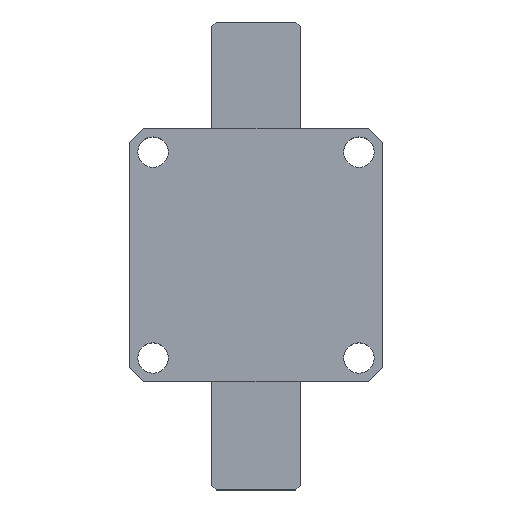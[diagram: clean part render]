
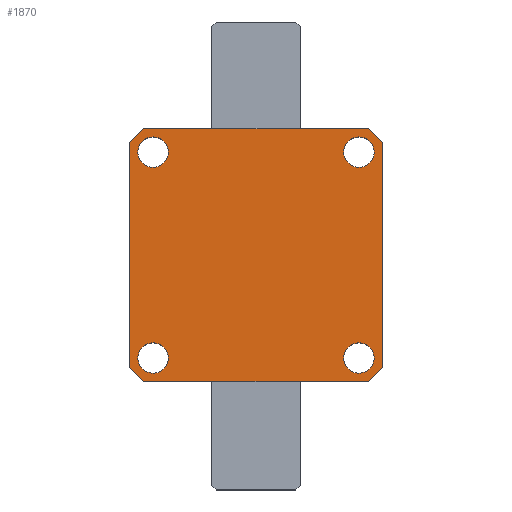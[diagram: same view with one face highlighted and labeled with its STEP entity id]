
A CAD part, top view. The second image highlights one B-rep face of the part: STEP entity #1870.
In plain terms, the highlighted face is planar.
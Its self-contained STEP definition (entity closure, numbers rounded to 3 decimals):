
#6 = CARTESIAN_POINT ( 'NONE',  ( -18.75, 22., 0. ) ) ;
#8 = CARTESIAN_POINT ( 'NONE',  ( -25.25, -22., 0. ) ) ;
#9 = CARTESIAN_POINT ( 'NONE',  ( 24., 27., 0. ) ) ;
#11 = CARTESIAN_POINT ( 'NONE',  ( 18.75, -22., 0. ) ) ;
#12 = CARTESIAN_POINT ( 'NONE',  ( -27., 24., 0. ) ) ;
#26 = CARTESIAN_POINT ( 'NONE',  ( 18.75, 22., 0. ) ) ;
#28 = CARTESIAN_POINT ( 'NONE',  ( 25.25, 22., 0. ) ) ;
#47 = CARTESIAN_POINT ( 'NONE',  ( 25.25, -22., 0. ) ) ;
#53 = CARTESIAN_POINT ( 'NONE',  ( -25.25, 22., 0. ) ) ;
#267 = EDGE_CURVE ( 'NONE', #6521, #6569, #3720, .T. ) ;
#285 = EDGE_CURVE ( 'NONE', #1307, #6523, #3502, .T. ) ;
#386 = EDGE_CURVE ( 'NONE', #6490, #6487, #3601, .T. ) ;
#472 = EDGE_CURVE ( 'NONE', #6563, #6526, #6097, .T. ) ;
#484 = EDGE_CURVE ( 'NONE', #6543, #6541, #6107, .T. ) ;
#699 = EDGE_LOOP ( 'NONE', ( #5336, #5335 ) ) ;
#700 = EDGE_LOOP ( 'NONE', ( #5325, #5326 ) ) ;
#747 = EDGE_LOOP ( 'NONE', ( #5322, #5323 ) ) ;
#754 = EDGE_LOOP ( 'NONE', ( #5328, #5327, #5330, #5329, #5332, #5331, #5334, #5333 ) ) ;
#842 = EDGE_LOOP ( 'NONE', ( #5343, #5324 ) ) ;
#1137 = DIRECTION ( 'NONE',  ( -1., 0., 0. ) ) ;
#1138 = CARTESIAN_POINT ( 'NONE',  ( -27., 27., 0. ) ) ;
#1139 = DIRECTION ( 'NONE',  ( 0., 0., -1. ) ) ;
#1144 = DIRECTION ( 'NONE',  ( 0.707, 0.707, 0. ) ) ;
#1172 = DIRECTION ( 'NONE',  ( -1., 0., 0. ) ) ;
#1178 = CARTESIAN_POINT ( 'NONE',  ( 24., 27., 0. ) ) ;
#1179 = CARTESIAN_POINT ( 'NONE',  ( 27., 27., 0. ) ) ;
#1182 = DIRECTION ( 'NONE',  ( 0.707, -0.707, 0. ) ) ;
#1183 = DIRECTION ( 'NONE',  ( 0., 1., 0. ) ) ;
#1187 = DIRECTION ( 'NONE',  ( -0.707, -0.707, 0. ) ) ;
#1188 = CARTESIAN_POINT ( 'NONE',  ( -27., 27., 0. ) ) ;
#1198 = CARTESIAN_POINT ( 'NONE',  ( -22., -22., 0. ) ) ;
#1199 = DIRECTION ( 'NONE',  ( 0., 0., -1. ) ) ;
#1202 = CARTESIAN_POINT ( 'NONE',  ( -22., 22., 0. ) ) ;
#1203 = DIRECTION ( 'NONE',  ( -1., 0., 0. ) ) ;
#1204 = DIRECTION ( 'NONE',  ( 0., 0., -1. ) ) ;
#1206 = DIRECTION ( 'NONE',  ( -0.707, 0.707, 0. ) ) ;
#1207 = CARTESIAN_POINT ( 'NONE',  ( -24., -27., 0. ) ) ;
#1210 = DIRECTION ( 'NONE',  ( 0., 0., -1. ) ) ;
#1211 = DIRECTION ( 'NONE',  ( -1., 0., 0. ) ) ;
#1212 = CARTESIAN_POINT ( 'NONE',  ( 22., -22., 0. ) ) ;
#1213 = DIRECTION ( 'NONE',  ( 0., -1., 0. ) ) ;
#1214 = DIRECTION ( 'NONE',  ( -1., 0., 0. ) ) ;
#1225 = CARTESIAN_POINT ( 'NONE',  ( -27., 24., 0. ) ) ;
#1229 = CARTESIAN_POINT ( 'NONE',  ( 27., -24., 0. ) ) ;
#1230 = CARTESIAN_POINT ( 'NONE',  ( 22., 22., 0. ) ) ;
#1307 = VERTEX_POINT ( 'NONE', #4531 ) ;
#1419 = EDGE_CURVE ( 'NONE', #6541, #6543, #5430, .T. ) ;
#1420 = EDGE_CURVE ( 'NONE', #6527, #6474, #5432, .T. ) ;
#1421 = EDGE_CURVE ( 'NONE', #6524, #6474, #5435, .T. ) ;
#1422 = EDGE_CURVE ( 'NONE', #6524, #6482, #5434, .T. ) ;
#1423 = EDGE_CURVE ( 'NONE', #6502, #6482, #5437, .T. ) ;
#1424 = EDGE_CURVE ( 'NONE', #6502, #6487, #5431, .T. ) ;
#1425 = EDGE_CURVE ( 'NONE', #6527, #6492, #5441, .T. ) ;
#1426 = EDGE_CURVE ( 'NONE', #6526, #6563, #5443, .T. ) ;
#1428 = EDGE_CURVE ( 'NONE', #6569, #6521, #5446, .T. ) ;
#1429 = EDGE_CURVE ( 'NONE', #6523, #1307, #5447, .T. ) ;
#1430 = EDGE_CURVE ( 'NONE', #6490, #6492, #5448, .T. ) ;
#1870 = ADVANCED_FACE ( 'NONE', ( #5601, #5604, #5602, #5603, #5600 ), #4671, .F. ) ;
#2616 = CARTESIAN_POINT ( 'NONE',  ( -22., 22., 0. ) ) ;
#2618 = DIRECTION ( 'NONE',  ( -1., 0., 0. ) ) ;
#2620 = DIRECTION ( 'NONE',  ( 0., 0., -1. ) ) ;
#2655 = DIRECTION ( 'NONE',  ( -1., 0., 0. ) ) ;
#2656 = DIRECTION ( 'NONE',  ( 0., 0., -1. ) ) ;
#2657 = CARTESIAN_POINT ( 'NONE',  ( -22., -22., 0. ) ) ;
#2769 = AXIS2_PLACEMENT_3D ( 'NONE', #2616, #2620, #2618 ) ;
#2779 = AXIS2_PLACEMENT_3D ( 'NONE', #2657, #2656, #2655 ) ;
#3211 = AXIS2_PLACEMENT_3D ( 'NONE', #4668, #4664, #4673 ) ;
#3502 = CIRCLE ( 'NONE', #2779, 3.25 ) ;
#3601 = LINE ( 'NONE', #6362, #3606 ) ;
#3606 = VECTOR ( 'NONE', #6366, 1000. ) ;
#3720 = CIRCLE ( 'NONE', #2769, 3.25 ) ;
#4069 = CARTESIAN_POINT ( 'NONE',  ( -24., 27., 0. ) ) ;
#4077 = CARTESIAN_POINT ( 'NONE',  ( 27., 24., 0. ) ) ;
#4082 = CARTESIAN_POINT ( 'NONE',  ( 24., -27., 0. ) ) ;
#4085 = CARTESIAN_POINT ( 'NONE',  ( -24., -27., 0. ) ) ;
#4087 = CARTESIAN_POINT ( 'NONE',  ( -27., -24., 0. ) ) ;
#4097 = CARTESIAN_POINT ( 'NONE',  ( 27., -24., 0. ) ) ;
#4531 = CARTESIAN_POINT ( 'NONE',  ( -18.75, -22., 0. ) ) ;
#4664 = DIRECTION ( 'NONE',  ( 0., 0., 1. ) ) ;
#4668 = CARTESIAN_POINT ( 'NONE',  ( 0., 0., 0. ) ) ;
#4671 = PLANE ( 'NONE',  #3211 ) ;
#4673 = DIRECTION ( 'NONE',  ( 1., 0., 0. ) ) ;
#4922 = CARTESIAN_POINT ( 'NONE',  ( 22., 22., 0. ) ) ;
#4964 = DIRECTION ( 'NONE',  ( -1., 0., 0. ) ) ;
#4969 = DIRECTION ( 'NONE',  ( 0., 0., -1. ) ) ;
#4973 = CARTESIAN_POINT ( 'NONE',  ( 22., -22., 0. ) ) ;
#5089 = DIRECTION ( 'NONE',  ( 0., 0., -1. ) ) ;
#5090 = DIRECTION ( 'NONE',  ( -1., 0., 0. ) ) ;
#5322 = ORIENTED_EDGE ( 'NONE', *, *, #1419, .F. ) ;
#5323 = ORIENTED_EDGE ( 'NONE', *, *, #484, .F. ) ;
#5324 = ORIENTED_EDGE ( 'NONE', *, *, #267, .F. ) ;
#5325 = ORIENTED_EDGE ( 'NONE', *, *, #1429, .F. ) ;
#5326 = ORIENTED_EDGE ( 'NONE', *, *, #285, .F. ) ;
#5327 = ORIENTED_EDGE ( 'NONE', *, *, #1430, .T. ) ;
#5328 = ORIENTED_EDGE ( 'NONE', *, *, #386, .F. ) ;
#5329 = ORIENTED_EDGE ( 'NONE', *, *, #1420, .T. ) ;
#5330 = ORIENTED_EDGE ( 'NONE', *, *, #1425, .F. ) ;
#5331 = ORIENTED_EDGE ( 'NONE', *, *, #1422, .T. ) ;
#5332 = ORIENTED_EDGE ( 'NONE', *, *, #1421, .F. ) ;
#5333 = ORIENTED_EDGE ( 'NONE', *, *, #1424, .T. ) ;
#5334 = ORIENTED_EDGE ( 'NONE', *, *, #1423, .F. ) ;
#5335 = ORIENTED_EDGE ( 'NONE', *, *, #472, .F. ) ;
#5336 = ORIENTED_EDGE ( 'NONE', *, *, #1426, .F. ) ;
#5343 = ORIENTED_EDGE ( 'NONE', *, *, #1428, .F. ) ;
#5430 = CIRCLE ( 'NONE', #6904, 3.25 ) ;
#5431 = LINE ( 'NONE', #1229, #5442 ) ;
#5432 = LINE ( 'NONE', #1225, #5433 ) ;
#5433 = VECTOR ( 'NONE', #1144, 1000. ) ;
#5434 = LINE ( 'NONE', #1178, #5438 ) ;
#5435 = LINE ( 'NONE', #1138, #5436 ) ;
#5436 = VECTOR ( 'NONE', #1172, 1000. ) ;
#5437 = LINE ( 'NONE', #1179, #5440 ) ;
#5438 = VECTOR ( 'NONE', #1182, 1000. ) ;
#5440 = VECTOR ( 'NONE', #1183, 1000. ) ;
#5441 = LINE ( 'NONE', #1188, #5444 ) ;
#5442 = VECTOR ( 'NONE', #1187, 1000. ) ;
#5443 = CIRCLE ( 'NONE', #6905, 3.25 ) ;
#5444 = VECTOR ( 'NONE', #1213, 1000. ) ;
#5446 = CIRCLE ( 'NONE', #6950, 3.25 ) ;
#5447 = CIRCLE ( 'NONE', #6940, 3.25 ) ;
#5448 = LINE ( 'NONE', #1207, #5450 ) ;
#5450 = VECTOR ( 'NONE', #1206, 1000. ) ;
#5600 = FACE_BOUND ( 'NONE', #699, .T. ) ;
#5601 = FACE_BOUND ( 'NONE', #747, .T. ) ;
#5602 = FACE_BOUND ( 'NONE', #700, .T. ) ;
#5603 = FACE_OUTER_BOUND ( 'NONE', #754, .T. ) ;
#5604 = FACE_BOUND ( 'NONE', #842, .T. ) ;
#6097 = CIRCLE ( 'NONE', #6912, 3.25 ) ;
#6107 = CIRCLE ( 'NONE', #6895, 3.25 ) ;
#6362 = CARTESIAN_POINT ( 'NONE',  ( -27., -27., 0. ) ) ;
#6366 = DIRECTION ( 'NONE',  ( 1., 0., 0. ) ) ;
#6474 = VERTEX_POINT ( 'NONE', #4069 ) ;
#6482 = VERTEX_POINT ( 'NONE', #4077 ) ;
#6487 = VERTEX_POINT ( 'NONE', #4082 ) ;
#6490 = VERTEX_POINT ( 'NONE', #4085 ) ;
#6492 = VERTEX_POINT ( 'NONE', #4087 ) ;
#6502 = VERTEX_POINT ( 'NONE', #4097 ) ;
#6521 = VERTEX_POINT ( 'NONE', #6 ) ;
#6523 = VERTEX_POINT ( 'NONE', #8 ) ;
#6524 = VERTEX_POINT ( 'NONE', #9 ) ;
#6526 = VERTEX_POINT ( 'NONE', #11 ) ;
#6527 = VERTEX_POINT ( 'NONE', #12 ) ;
#6541 = VERTEX_POINT ( 'NONE', #26 ) ;
#6543 = VERTEX_POINT ( 'NONE', #28 ) ;
#6563 = VERTEX_POINT ( 'NONE', #47 ) ;
#6569 = VERTEX_POINT ( 'NONE', #53 ) ;
#6895 = AXIS2_PLACEMENT_3D ( 'NONE', #4922, #5089, #5090 ) ;
#6904 = AXIS2_PLACEMENT_3D ( 'NONE', #1230, #1139, #1137 ) ;
#6905 = AXIS2_PLACEMENT_3D ( 'NONE', #1212, #1210, #1211 ) ;
#6912 = AXIS2_PLACEMENT_3D ( 'NONE', #4973, #4969, #4964 ) ;
#6940 = AXIS2_PLACEMENT_3D ( 'NONE', #1198, #1199, #1214 ) ;
#6950 = AXIS2_PLACEMENT_3D ( 'NONE', #1202, #1204, #1203 ) ;
